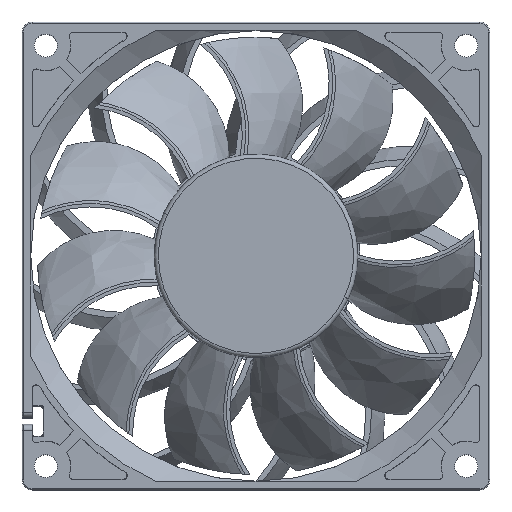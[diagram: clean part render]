
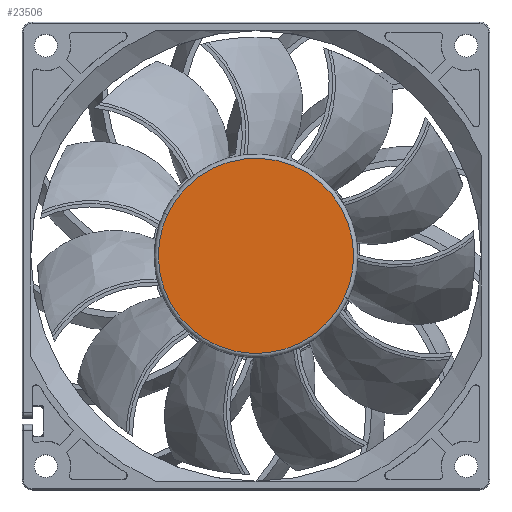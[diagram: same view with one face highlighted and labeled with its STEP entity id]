
A CAD part, top view. The second image highlights one B-rep face of the part: STEP entity #23506.
In plain terms, the highlighted face is planar.
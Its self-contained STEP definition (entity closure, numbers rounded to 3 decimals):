
#21284=CARTESIAN_POINT('',(0.,0.,-2.7));
#21285=DIRECTION('',(0.,0.,1.));
#21286=DIRECTION('',(-1.,0.,0.));
#21287=AXIS2_PLACEMENT_3D('',#21284,#21285,#21286);
#21289=CARTESIAN_POINT('',(0.,0.,-2.7));
#21290=DIRECTION('',(0.,0.,1.));
#21291=DIRECTION('',(-0.907,-0.421,0.));
#21292=AXIS2_PLACEMENT_3D('',#21289,#21290,#21291);
#21294=CARTESIAN_POINT('',(0.,0.,-2.7));
#21295=DIRECTION('',(0.,0.,1.));
#21296=DIRECTION('',(1.,0.,0.));
#21297=AXIS2_PLACEMENT_3D('',#21294,#21295,#21296);
#21299=CARTESIAN_POINT('',(0.,0.,-2.7));
#21300=DIRECTION('',(0.,0.,1.));
#21301=DIRECTION('',(0.907,0.421,0.));
#21302=AXIS2_PLACEMENT_3D('',#21299,#21300,#21301);
#22959=CARTESIAN_POINT('',(19.2,0.,
-2.7));
#22960=CARTESIAN_POINT('',(17.416,8.082,
-2.7));
#22961=VERTEX_POINT('',#22959);
#22962=VERTEX_POINT('',#22960);
#22963=CARTESIAN_POINT('',(-17.416,-8.082,
-2.7));
#22964=VERTEX_POINT('',#22963);
#22967=CARTESIAN_POINT('',(-19.2,0.,
-2.7));
#22968=VERTEX_POINT('',#22967);
#23493=CARTESIAN_POINT('',(-19.968,19.987,-2.7));
#23494=DIRECTION('',(0.,0.,1.));
#23495=DIRECTION('',(0.,-1.,0.));
#23496=AXIS2_PLACEMENT_3D('',#23493,#23494,#23495);
#23497=PLANE('',#23496);
#23499=ORIENTED_EDGE('',*,*,#23498,.T.);
#23500=ORIENTED_EDGE('',*,*,#23481,.T.);
#23501=ORIENTED_EDGE('',*,*,#23479,.T.);
#23503=ORIENTED_EDGE('',*,*,#23502,.T.);
#23504=EDGE_LOOP('',(#23499,#23500,#23501,#23503));
#23505=FACE_OUTER_BOUND('',#23504,.F.);
#21288=CIRCLE('',#21287,19.2);
#21293=CIRCLE('',#21292,19.2);
#21298=CIRCLE('',#21297,19.2);
#21303=CIRCLE('',#21302,19.2);
#23479=EDGE_CURVE('',#22961,#22962,#21298,.T.);
#23481=EDGE_CURVE('',#22964,#22961,#21293,.T.);
#23498=EDGE_CURVE('',#22968,#22964,#21288,.T.);
#23502=EDGE_CURVE('',#22962,#22968,#21303,.T.);
#23506=ADVANCED_FACE('',(#23505),#23497,.F.);
